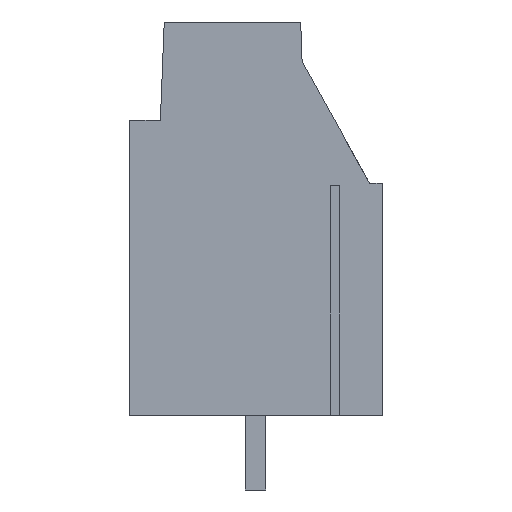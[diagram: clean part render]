
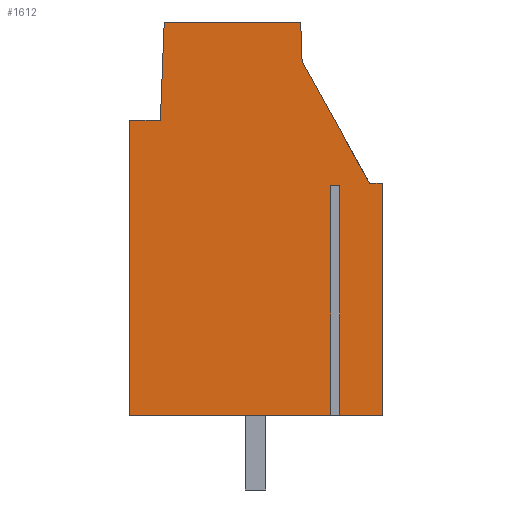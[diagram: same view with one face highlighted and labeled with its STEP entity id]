
A CAD part, left-side view. The second image highlights one B-rep face of the part: STEP entity #1612.
In plain terms, the highlighted planar face has unit normal (-1, 0, 0).
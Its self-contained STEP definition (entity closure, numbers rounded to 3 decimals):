
#1571=AXIS2_PLACEMENT_3D('Plane Axis2P3D',#1568,#1569,#1570) ;
#183=CARTESIAN_POINT('Vertex',(0.,9.663,16.1)) ;
#186=CARTESIAN_POINT('Line Origine',(0.,9.579,18.235)) ;
#190=CARTESIAN_POINT('Vertex',(0.,9.495,20.37)) ;
#240=CARTESIAN_POINT('Vertex',(0.,3.554,20.37)) ;
#243=CARTESIAN_POINT('Line Origine',(0.,6.525,20.37)) ;
#336=CARTESIAN_POINT('Line Origine',(0.,3.524,19.51)) ;
#340=CARTESIAN_POINT('Vertex',(0.,3.494,18.649)) ;
#389=CARTESIAN_POINT('Line Origine',(0.,2.025,16.)) ;
#393=CARTESIAN_POINT('Vertex',(0.,0.555,13.35)) ;
#576=CARTESIAN_POINT('Vertex',(0.,0.,13.35)) ;
#579=CARTESIAN_POINT('Line Origine',(0.,0.,8.3)) ;
#583=CARTESIAN_POINT('Vertex',(0.,0.,3.25)) ;
#642=CARTESIAN_POINT('Line Origine',(0.,0.925,3.25)) ;
#646=CARTESIAN_POINT('Vertex',(0.,1.85,3.25)) ;
#695=CARTESIAN_POINT('Vertex',(0.,2.25,3.25)) ;
#698=CARTESIAN_POINT('Line Origine',(0.,6.625,3.25)) ;
#702=CARTESIAN_POINT('Vertex',(0.,11.,3.25)) ;
#1298=CARTESIAN_POINT('Line Origine',(0.,11.,9.675)) ;
#1302=CARTESIAN_POINT('Vertex',(0.,11.,16.1)) ;
#1553=CARTESIAN_POINT('Line Origine',(0.,10.331,16.1)) ;
#1568=CARTESIAN_POINT('Axis2P3D Location',(0.,15.468,1.8)) ;
#1573=CARTESIAN_POINT('Line Origine',(0.,0.278,13.35)) ;
#1578=CARTESIAN_POINT('Line Origine',(0.,2.25,8.25)) ;
#1582=CARTESIAN_POINT('Vertex',(0.,2.25,13.25)) ;
#1585=CARTESIAN_POINT('Line Origine',(0.,2.05,13.25)) ;
#1589=CARTESIAN_POINT('Vertex',(0.,1.85,13.25)) ;
#1592=CARTESIAN_POINT('Line Origine',(0.,1.85,8.25)) ;
#187=DIRECTION('Vector Direction',(0.,0.039,-0.999)) ;
#244=DIRECTION('Vector Direction',(0.,-1.,0.)) ;
#337=DIRECTION('Vector Direction',(0.,-0.035,-0.999)) ;
#390=DIRECTION('Vector Direction',(0.,0.485,0.875)) ;
#580=DIRECTION('Vector Direction',(0.,0.,-1.)) ;
#643=DIRECTION('Vector Direction',(0.,-1.,0.)) ;
#699=DIRECTION('Vector Direction',(0.,-1.,0.)) ;
#1299=DIRECTION('Vector Direction',(0.,0.,1.)) ;
#1554=DIRECTION('Vector Direction',(0.,-1.,0.)) ;
#1569=DIRECTION('Axis2P3D Direction',(-1.,0.,0.)) ;
#1570=DIRECTION('Axis2P3D XDirection',(0.,-1.,0.)) ;
#1574=DIRECTION('Vector Direction',(0.,-1.,0.)) ;
#1579=DIRECTION('Vector Direction',(0.,0.,1.)) ;
#1586=DIRECTION('Vector Direction',(0.,-1.,0.)) ;
#1593=DIRECTION('Vector Direction',(0.,0.,1.)) ;
#188=VECTOR('Line Direction',#187,1.) ;
#245=VECTOR('Line Direction',#244,1.) ;
#338=VECTOR('Line Direction',#337,1.) ;
#391=VECTOR('Line Direction',#390,1.) ;
#581=VECTOR('Line Direction',#580,1.) ;
#644=VECTOR('Line Direction',#643,1.) ;
#700=VECTOR('Line Direction',#699,1.) ;
#1300=VECTOR('Line Direction',#1299,1.) ;
#1555=VECTOR('Line Direction',#1554,1.) ;
#1575=VECTOR('Line Direction',#1574,1.) ;
#1580=VECTOR('Line Direction',#1579,1.) ;
#1587=VECTOR('Line Direction',#1586,1.) ;
#1594=VECTOR('Line Direction',#1593,1.) ;
#1598=ORIENTED_EDGE('',*,*,#648,.T.) ;
#1599=ORIENTED_EDGE('',*,*,#585,.F.) ;
#1600=ORIENTED_EDGE('',*,*,#1577,.T.) ;
#1601=ORIENTED_EDGE('',*,*,#395,.T.) ;
#1602=ORIENTED_EDGE('',*,*,#342,.F.) ;
#1603=ORIENTED_EDGE('',*,*,#247,.F.) ;
#1604=ORIENTED_EDGE('',*,*,#192,.T.) ;
#1605=ORIENTED_EDGE('',*,*,#1557,.F.) ;
#1606=ORIENTED_EDGE('',*,*,#1304,.F.) ;
#1607=ORIENTED_EDGE('',*,*,#704,.T.) ;
#1608=ORIENTED_EDGE('',*,*,#1584,.T.) ;
#1609=ORIENTED_EDGE('',*,*,#1591,.F.) ;
#1610=ORIENTED_EDGE('',*,*,#1596,.F.) ;
#1612=ADVANCED_FACE('main body 3pol',(#1611),#1572,.T.) ;
#192=EDGE_CURVE('',#191,#184,#189,.T.) ;
#247=EDGE_CURVE('',#191,#241,#246,.T.) ;
#342=EDGE_CURVE('',#241,#341,#339,.T.) ;
#395=EDGE_CURVE('',#394,#341,#392,.T.) ;
#585=EDGE_CURVE('',#577,#584,#582,.T.) ;
#648=EDGE_CURVE('',#647,#584,#645,.T.) ;
#704=EDGE_CURVE('',#703,#696,#701,.T.) ;
#1304=EDGE_CURVE('',#703,#1303,#1301,.T.) ;
#1557=EDGE_CURVE('',#1303,#184,#1556,.T.) ;
#1577=EDGE_CURVE('',#577,#394,#1576,.F.) ;
#1584=EDGE_CURVE('',#696,#1583,#1581,.T.) ;
#1591=EDGE_CURVE('',#1590,#1583,#1588,.F.) ;
#1596=EDGE_CURVE('',#647,#1590,#1595,.T.) ;
#1597=EDGE_LOOP('',(#1598,#1599,#1600,#1601,#1602,#1603,#1604,#1605,#1606,#1607,#1608,#1609,#1610)) ;
#1611=FACE_OUTER_BOUND('',#1597,.T.) ;
#189=LINE('Line',#186,#188) ;
#246=LINE('Line',#243,#245) ;
#339=LINE('Line',#336,#338) ;
#392=LINE('Line',#389,#391) ;
#582=LINE('Line',#579,#581) ;
#645=LINE('Line',#642,#644) ;
#701=LINE('Line',#698,#700) ;
#1301=LINE('Line',#1298,#1300) ;
#1556=LINE('Line',#1553,#1555) ;
#1576=LINE('Line',#1573,#1575) ;
#1581=LINE('Line',#1578,#1580) ;
#1588=LINE('Line',#1585,#1587) ;
#1595=LINE('Line',#1592,#1594) ;
#1572=PLANE('',#1571) ;
#184=VERTEX_POINT('',#183) ;
#191=VERTEX_POINT('',#190) ;
#241=VERTEX_POINT('',#240) ;
#341=VERTEX_POINT('',#340) ;
#394=VERTEX_POINT('',#393) ;
#577=VERTEX_POINT('',#576) ;
#584=VERTEX_POINT('',#583) ;
#647=VERTEX_POINT('',#646) ;
#696=VERTEX_POINT('',#695) ;
#703=VERTEX_POINT('',#702) ;
#1303=VERTEX_POINT('',#1302) ;
#1583=VERTEX_POINT('',#1582) ;
#1590=VERTEX_POINT('',#1589) ;
